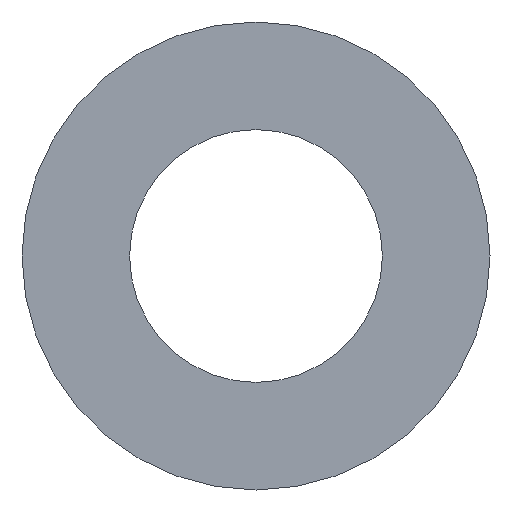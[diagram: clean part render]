
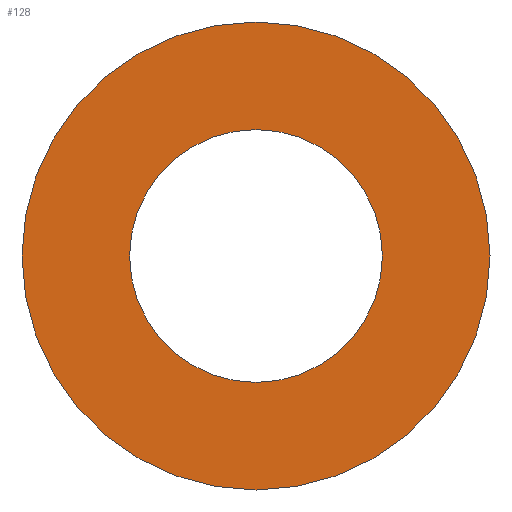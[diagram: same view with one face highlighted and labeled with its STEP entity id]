
A CAD part, front view. The second image highlights one B-rep face of the part: STEP entity #128.
In plain terms, the highlighted planar face has unit normal (0, -1, 0).
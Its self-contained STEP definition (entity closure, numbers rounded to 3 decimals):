
#2 = EDGE_CURVE ( 'NONE', #129, #122, #218, .T. ) ;
#4 = FACE_OUTER_BOUND ( 'NONE', #37, .T. ) ;
#7 = DIRECTION ( 'NONE',  ( 0., 0., 1. ) ) ;
#14 = CARTESIAN_POINT ( 'NONE',  ( 0., 0., -65.25 ) ) ;
#17 = CARTESIAN_POINT ( 'NONE',  ( 0., 0., 0. ) ) ;
#20 = EDGE_CURVE ( 'NONE', #122, #129, #106, .T. ) ;
#35 = AXIS2_PLACEMENT_3D ( 'NONE', #217, #70, #7 ) ;
#37 = EDGE_LOOP ( 'NONE', ( #171, #231 ) ) ;
#40 = ORIENTED_EDGE ( 'NONE', *, *, #20, .T. ) ;
#42 = CARTESIAN_POINT ( 'NONE',  ( 0., 0., -35.25 ) ) ;
#46 = DIRECTION ( 'NONE',  ( 0., 1., 0. ) ) ;
#62 = DIRECTION ( 'NONE',  ( 0., 1., 0. ) ) ;
#66 = CARTESIAN_POINT ( 'NONE',  ( 0., 0., 0. ) ) ;
#69 = CARTESIAN_POINT ( 'NONE',  ( 0., 0., 0. ) ) ;
#70 = DIRECTION ( 'NONE',  ( 0., 1., 0. ) ) ;
#78 = DIRECTION ( 'NONE',  ( 0., 1., 0. ) ) ;
#83 = VERTEX_POINT ( 'NONE', #158 ) ;
#95 = EDGE_CURVE ( 'NONE', #83, #240, #244, .T. ) ;
#96 = DIRECTION ( 'NONE',  ( 0., 0., 1. ) ) ;
#98 = FACE_BOUND ( 'NONE', #245, .T. ) ;
#100 = DIRECTION ( 'NONE',  ( 0., 1., 0. ) ) ;
#101 = CIRCLE ( 'NONE', #113, 65.25 ) ;
#106 = CIRCLE ( 'NONE', #135, 35.25 ) ;
#112 = AXIS2_PLACEMENT_3D ( 'NONE', #17, #78, #148 ) ;
#113 = AXIS2_PLACEMENT_3D ( 'NONE', #66, #46, #117 ) ;
#117 = DIRECTION ( 'NONE',  ( 0., 0., 1. ) ) ;
#122 = VERTEX_POINT ( 'NONE', #42 ) ;
#128 = ADVANCED_FACE ( 'NONE', ( #4, #98 ), #219, .F. ) ;
#129 = VERTEX_POINT ( 'NONE', #236 ) ;
#131 = AXIS2_PLACEMENT_3D ( 'NONE', #69, #100, #195 ) ;
#135 = AXIS2_PLACEMENT_3D ( 'NONE', #137, #62, #96 ) ;
#137 = CARTESIAN_POINT ( 'NONE',  ( 0., 0., 0. ) ) ;
#148 = DIRECTION ( 'NONE',  ( 0., 0., 1. ) ) ;
#158 = CARTESIAN_POINT ( 'NONE',  ( 0., 0., 65.25 ) ) ;
#171 = ORIENTED_EDGE ( 'NONE', *, *, #172, .F. ) ;
#172 = EDGE_CURVE ( 'NONE', #240, #83, #101, .T. ) ;
#195 = DIRECTION ( 'NONE',  ( 0., 0., 1. ) ) ;
#217 = CARTESIAN_POINT ( 'NONE',  ( 0., 0., 0. ) ) ;
#218 = CIRCLE ( 'NONE', #112, 35.25 ) ;
#219 = PLANE ( 'NONE',  #35 ) ;
#229 = ORIENTED_EDGE ( 'NONE', *, *, #2, .T. ) ;
#231 = ORIENTED_EDGE ( 'NONE', *, *, #95, .F. ) ;
#236 = CARTESIAN_POINT ( 'NONE',  ( 0., 0., 35.25 ) ) ;
#240 = VERTEX_POINT ( 'NONE', #14 ) ;
#244 = CIRCLE ( 'NONE', #131, 65.25 ) ;
#245 = EDGE_LOOP ( 'NONE', ( #40, #229 ) ) ;
